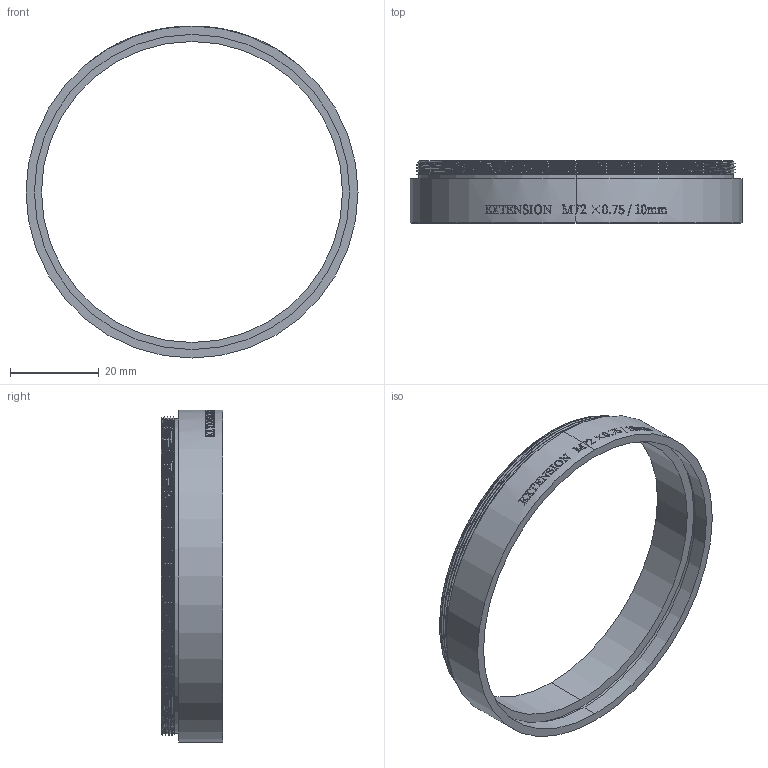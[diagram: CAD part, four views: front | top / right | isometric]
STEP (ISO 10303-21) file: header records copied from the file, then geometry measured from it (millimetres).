
FILE_DESCRIPTION (( 'STEP AP203' ), '1' );
FILE_NAME ('10mm.STEP', '2020-06-01T08:08:27', ( '' ), ( '' ), 'SwSTEP 2.0', 'SolidWorks 2019', '' );
FILE_SCHEMA (( 'CONFIG_CONTROL_DESIGN' ));
Length unit declared in the file: millimetre
Products named in the file (1): 10mm
Bounding box: 75 x 14 x 75 mm (x, y, z)
Volume: 7635.5 mm3; surface area: 8584.4 mm2
Topology: 1 solids, 1 shells, 57 faces, 983 edges, 956 vertices
Faces by surface type: cylinder 45, plane 6, cone 3, bspline 3
Entity records: 16391 total; most frequent: CARTESIAN_POINT 10713, ORIENTED_EDGE 1966, EDGE_CURVE 983, VERTEX_POINT 956, B_SPLINE_CURVE_WITH_KNOTS 852, DIRECTION 276, AXIS2_PLACEMENT_3D 109, EDGE_LOOP 87
